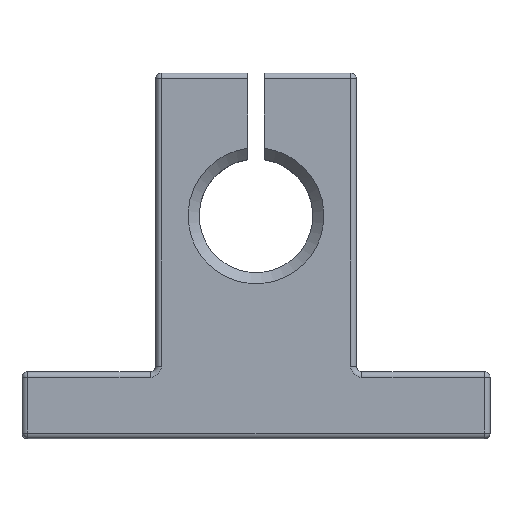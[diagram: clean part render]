
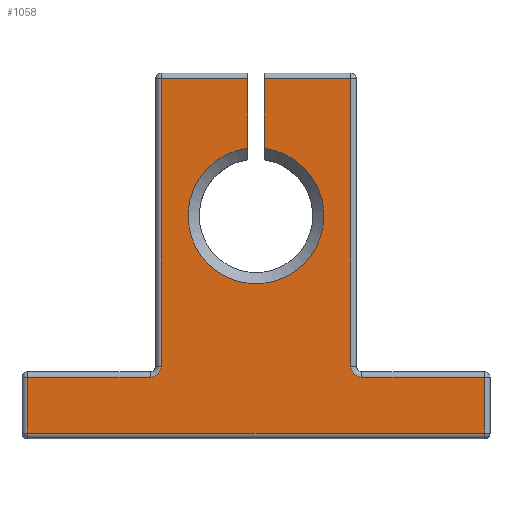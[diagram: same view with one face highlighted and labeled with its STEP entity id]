
A CAD part, top view. The second image highlights one B-rep face of the part: STEP entity #1058.
In plain terms, the highlighted planar face has unit normal (0, 0, 1).
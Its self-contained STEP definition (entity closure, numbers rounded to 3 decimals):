
#36=PLANE('',#1206);
#65=LINE('',#1743,#137);
#71=LINE('',#1775,#143);
#75=LINE('',#1788,#147);
#77=LINE('',#1791,#149);
#83=LINE('',#1800,#155);
#89=LINE('',#1809,#161);
#95=LINE('',#1821,#167);
#99=LINE('',#1827,#171);
#104=LINE('',#1837,#176);
#107=LINE('',#1850,#179);
#108=LINE('',#1853,#180);
#137=VECTOR('',#1381,10.);
#143=VECTOR('',#1419,10.);
#147=VECTOR('',#1435,10.);
#149=VECTOR('',#1439,10.);
#155=VECTOR('',#1451,10.);
#161=VECTOR('',#1463,10.);
#167=VECTOR('',#1477,10.);
#171=VECTOR('',#1485,10.);
#176=VECTOR('',#1496,10.);
#179=VECTOR('',#1511,10.);
#180=VECTOR('',#1514,10.);
#273=FACE_OUTER_BOUND('',#343,.T.);
#343=EDGE_LOOP('',(#860,#861,#862,#863,#864,#865,#866,#867,#868,#869,#870,
#871,#872,#873));
#391=CIRCLE('',#1123,1.);
#427=CIRCLE('',#1176,1.);
#436=CIRCLE('',#1207,6.1);
#459=VERTEX_POINT('',#1630);
#466=VERTEX_POINT('',#1649);
#468=VERTEX_POINT('',#1653);
#473=VERTEX_POINT('',#1668);
#482=VERTEX_POINT('',#1692);
#492=VERTEX_POINT('',#1718);
#497=VERTEX_POINT('',#1741);
#499=VERTEX_POINT('',#1747);
#505=VERTEX_POINT('',#1764);
#507=VERTEX_POINT('',#1768);
#509=VERTEX_POINT('',#1779);
#513=VERTEX_POINT('',#1833);
#518=VERTEX_POINT('',#1849);
#519=VERTEX_POINT('',#1851);
#556=EDGE_CURVE('',#468,#466,#391,.T.);
#593=EDGE_CURVE('',#497,#492,#65,.T.);
#606=EDGE_CURVE('',#507,#505,#427,.T.);
#609=EDGE_CURVE('',#492,#507,#71,.T.);
#616=EDGE_CURVE('',#505,#509,#75,.T.);
#618=EDGE_CURVE('',#509,#499,#77,.T.);
#624=EDGE_CURVE('',#499,#482,#83,.T.);
#630=EDGE_CURVE('',#482,#473,#89,.T.);
#637=EDGE_CURVE('',#473,#468,#95,.T.);
#641=EDGE_CURVE('',#466,#459,#99,.T.);
#647=EDGE_CURVE('',#459,#513,#104,.T.);
#653=EDGE_CURVE('',#497,#518,#107,.T.);
#654=EDGE_CURVE('',#519,#518,#436,.T.);
#655=EDGE_CURVE('',#519,#513,#108,.T.);
#860=ORIENTED_EDGE('',*,*,#647,.F.);
#861=ORIENTED_EDGE('',*,*,#641,.F.);
#862=ORIENTED_EDGE('',*,*,#556,.F.);
#863=ORIENTED_EDGE('',*,*,#637,.F.);
#864=ORIENTED_EDGE('',*,*,#630,.F.);
#865=ORIENTED_EDGE('',*,*,#624,.F.);
#866=ORIENTED_EDGE('',*,*,#618,.F.);
#867=ORIENTED_EDGE('',*,*,#616,.F.);
#868=ORIENTED_EDGE('',*,*,#606,.F.);
#869=ORIENTED_EDGE('',*,*,#609,.F.);
#870=ORIENTED_EDGE('',*,*,#593,.F.);
#871=ORIENTED_EDGE('',*,*,#653,.T.);
#872=ORIENTED_EDGE('',*,*,#654,.F.);
#873=ORIENTED_EDGE('',*,*,#655,.T.);
#1058=ADVANCED_FACE('',(#273),#36,.T.);
#1123=AXIS2_PLACEMENT_3D('',#1655,#1292,#1293);
#1176=AXIS2_PLACEMENT_3D('',#1770,#1411,#1412);
#1206=AXIS2_PLACEMENT_3D('',#1848,#1509,#1510);
#1207=AXIS2_PLACEMENT_3D('',#1852,#1512,#1513);
#1292=DIRECTION('center_axis',(0.,0.,1.));
#1293=DIRECTION('ref_axis',(0.707,-0.707,0.));
#1381=DIRECTION('',(1.,0.,0.));
#1411=DIRECTION('center_axis',(0.,0.,1.));
#1412=DIRECTION('ref_axis',(-0.707,-0.707,0.));
#1419=DIRECTION('',(0.,-1.,0.));
#1435=DIRECTION('',(1.,0.,0.));
#1439=DIRECTION('',(0.,-1.,0.));
#1451=DIRECTION('',(-1.,0.,0.));
#1463=DIRECTION('',(0.,1.,0.));
#1477=DIRECTION('',(1.,0.,0.));
#1485=DIRECTION('',(0.,1.,0.));
#1496=DIRECTION('',(1.,0.,0.));
#1509=DIRECTION('center_axis',(0.,0.,1.));
#1510=DIRECTION('ref_axis',(1.,0.,0.));
#1511=DIRECTION('',(0.,-1.,0.));
#1512=DIRECTION('center_axis',(0.,0.,1.));
#1513=DIRECTION('ref_axis',(1.,0.,0.));
#1514=DIRECTION('',(0.,1.,0.));
#1630=CARTESIAN_POINT('',(-8.5,12.9,7.));
#1649=CARTESIAN_POINT('',(-8.5,-12.9,7.));
#1653=CARTESIAN_POINT('',(-9.5,-13.9,7.));
#1655=CARTESIAN_POINT('Origin',(-9.5,-12.9,7.));
#1668=CARTESIAN_POINT('',(-20.5,-13.9,7.));
#1692=CARTESIAN_POINT('',(-20.5,-18.9,7.));
#1718=CARTESIAN_POINT('',(8.5,12.9,7.));
#1741=CARTESIAN_POINT('',(0.75,12.9,7.));
#1743=CARTESIAN_POINT('',(4.5,12.9,7.));
#1747=CARTESIAN_POINT('',(20.5,-18.9,7.));
#1764=CARTESIAN_POINT('',(9.5,-13.9,7.));
#1768=CARTESIAN_POINT('',(8.5,-12.9,7.));
#1770=CARTESIAN_POINT('Origin',(9.5,-12.9,7.));
#1775=CARTESIAN_POINT('',(8.5,-10.35,7.));
#1779=CARTESIAN_POINT('',(20.5,-13.9,7.));
#1788=CARTESIAN_POINT('',(10.5,-13.9,7.));
#1791=CARTESIAN_POINT('',(20.5,-13.35,7.));
#1800=CARTESIAN_POINT('',(-10.5,-18.9,7.));
#1809=CARTESIAN_POINT('',(-20.5,-10.35,7.));
#1821=CARTESIAN_POINT('',(-4.5,-13.9,7.));
#1827=CARTESIAN_POINT('',(-8.5,3.05,7.));
#1833=CARTESIAN_POINT('',(-0.75,12.9,7.));
#1837=CARTESIAN_POINT('',(4.5,12.9,7.));
#1848=CARTESIAN_POINT('Origin',(0.,-7.299,7.));
#1849=CARTESIAN_POINT('',(0.75,6.654,7.));
#1850=CARTESIAN_POINT('',(0.75,3.05,7.));
#1851=CARTESIAN_POINT('',(-0.75,6.654,7.));
#1852=CARTESIAN_POINT('Origin',(0.,0.6,7.));
#1853=CARTESIAN_POINT('',(-0.75,-0.827,7.));
